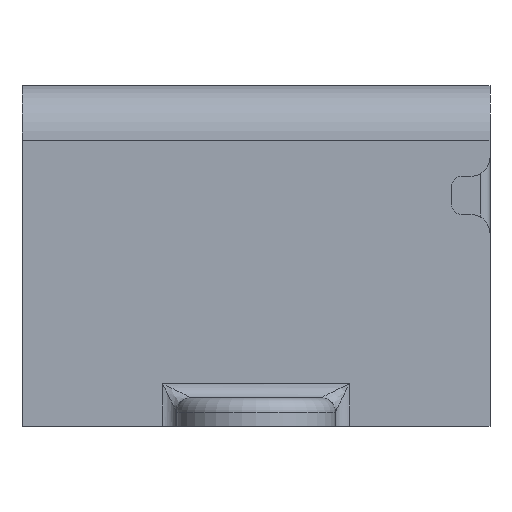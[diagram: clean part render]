
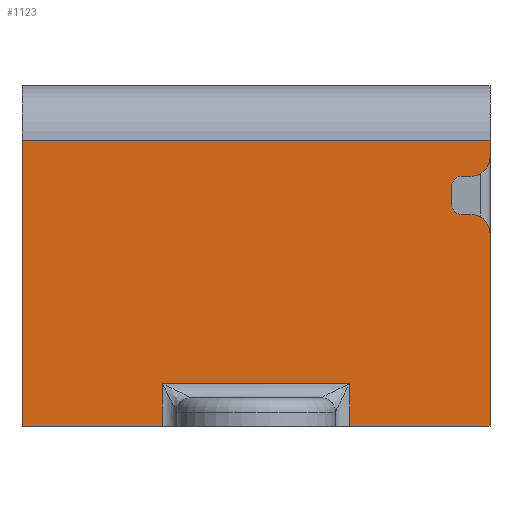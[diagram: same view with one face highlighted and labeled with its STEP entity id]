
A CAD part, left-side view. The second image highlights one B-rep face of the part: STEP entity #1123.
In plain terms, the highlighted planar face has unit normal (-1, 0, 0).
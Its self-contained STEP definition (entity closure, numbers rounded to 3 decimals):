
#27=PLANE('',#1216);
#65=LINE('',#1889,#156);
#73=LINE('',#1908,#164);
#75=LINE('',#1913,#166);
#76=LINE('',#1916,#167);
#77=LINE('',#1918,#168);
#78=LINE('',#1922,#169);
#79=LINE('',#1926,#170);
#80=LINE('',#1930,#171);
#81=LINE('',#1934,#172);
#82=LINE('',#1936,#173);
#83=LINE('',#1938,#174);
#84=LINE('',#1939,#175);
#156=VECTOR('',#1398,10.);
#164=VECTOR('',#1418,10.);
#166=VECTOR('',#1424,10.);
#167=VECTOR('',#1427,10.);
#168=VECTOR('',#1428,10.);
#169=VECTOR('',#1431,10.);
#170=VECTOR('',#1434,10.);
#171=VECTOR('',#1437,10.);
#172=VECTOR('',#1440,10.);
#173=VECTOR('',#1441,10.);
#174=VECTOR('',#1442,10.);
#175=VECTOR('',#1443,10.);
#288=FACE_OUTER_BOUND('',#359,.T.);
#359=EDGE_LOOP('',(#839,#840,#841,#842,#843,#844,#845,#846,#847,#848,#849,
#850,#851,#852,#853,#854));
#438=CIRCLE('',#1217,2.);
#439=CIRCLE('',#1218,1.);
#440=CIRCLE('',#1219,1.);
#441=CIRCLE('',#1220,2.);
#505=VERTEX_POINT('',#1821);
#512=VERTEX_POINT('',#1877);
#515=VERTEX_POINT('',#1887);
#520=VERTEX_POINT('',#1907);
#522=VERTEX_POINT('',#1915);
#523=VERTEX_POINT('',#1917);
#524=VERTEX_POINT('',#1919);
#525=VERTEX_POINT('',#1921);
#526=VERTEX_POINT('',#1923);
#527=VERTEX_POINT('',#1925);
#528=VERTEX_POINT('',#1927);
#529=VERTEX_POINT('',#1929);
#530=VERTEX_POINT('',#1931);
#531=VERTEX_POINT('',#1933);
#532=VERTEX_POINT('',#1935);
#533=VERTEX_POINT('',#1937);
#629=EDGE_CURVE('',#515,#505,#65,.T.);
#638=EDGE_CURVE('',#512,#520,#73,.T.);
#641=EDGE_CURVE('',#505,#512,#75,.T.);
#642=EDGE_CURVE('',#522,#515,#76,.F.);
#643=EDGE_CURVE('',#523,#522,#77,.F.);
#644=EDGE_CURVE('',#524,#523,#438,.F.);
#645=EDGE_CURVE('',#524,#525,#78,.F.);
#646=EDGE_CURVE('',#526,#525,#439,.F.);
#647=EDGE_CURVE('',#526,#527,#79,.F.);
#648=EDGE_CURVE('',#528,#527,#440,.F.);
#649=EDGE_CURVE('',#528,#529,#80,.F.);
#650=EDGE_CURVE('',#530,#529,#441,.F.);
#651=EDGE_CURVE('',#531,#530,#81,.F.);
#652=EDGE_CURVE('',#532,#531,#82,.T.);
#653=EDGE_CURVE('',#532,#533,#83,.T.);
#654=EDGE_CURVE('',#520,#533,#84,.F.);
#839=ORIENTED_EDGE('',*,*,#638,.F.);
#840=ORIENTED_EDGE('',*,*,#641,.F.);
#841=ORIENTED_EDGE('',*,*,#629,.F.);
#842=ORIENTED_EDGE('',*,*,#642,.F.);
#843=ORIENTED_EDGE('',*,*,#643,.F.);
#844=ORIENTED_EDGE('',*,*,#644,.F.);
#845=ORIENTED_EDGE('',*,*,#645,.T.);
#846=ORIENTED_EDGE('',*,*,#646,.F.);
#847=ORIENTED_EDGE('',*,*,#647,.T.);
#848=ORIENTED_EDGE('',*,*,#648,.F.);
#849=ORIENTED_EDGE('',*,*,#649,.T.);
#850=ORIENTED_EDGE('',*,*,#650,.F.);
#851=ORIENTED_EDGE('',*,*,#651,.F.);
#852=ORIENTED_EDGE('',*,*,#652,.F.);
#853=ORIENTED_EDGE('',*,*,#653,.T.);
#854=ORIENTED_EDGE('',*,*,#654,.F.);
#1123=ADVANCED_FACE('',(#288),#27,.T.);
#1216=AXIS2_PLACEMENT_3D('',#1914,#1425,#1426);
#1217=AXIS2_PLACEMENT_3D('',#1920,#1429,#1430);
#1218=AXIS2_PLACEMENT_3D('',#1924,#1432,#1433);
#1219=AXIS2_PLACEMENT_3D('',#1928,#1435,#1436);
#1220=AXIS2_PLACEMENT_3D('',#1932,#1438,#1439);
#1398=DIRECTION('',(0.,0.,1.));
#1418=DIRECTION('',(0.,0.,-1.));
#1424=DIRECTION('',(0.,1.,0.));
#1425=DIRECTION('center_axis',(-1.,0.,0.));
#1426=DIRECTION('ref_axis',(0.,0.,-1.));
#1427=DIRECTION('',(0.,-1.,0.));
#1428=DIRECTION('',(0.,0.,1.));
#1429=DIRECTION('center_axis',(-1.,0.,0.));
#1430=DIRECTION('ref_axis',(0.,-0.707,0.707));
#1431=DIRECTION('',(0.,-1.,0.));
#1432=DIRECTION('center_axis',(1.,0.,0.));
#1433=DIRECTION('ref_axis',(0.,0.707,-0.707));
#1434=DIRECTION('',(0.,0.,-1.));
#1435=DIRECTION('center_axis',(1.,0.,0.));
#1436=DIRECTION('ref_axis',(0.,0.707,0.707));
#1437=DIRECTION('',(0.,1.,0.));
#1438=DIRECTION('center_axis',(-1.,0.,0.));
#1439=DIRECTION('ref_axis',(0.,-0.707,-0.707));
#1440=DIRECTION('',(0.,0.,1.));
#1441=DIRECTION('',(0.,-1.,0.));
#1442=DIRECTION('',(0.,0.,-1.));
#1443=DIRECTION('',(0.,-1.,0.));
#1821=CARTESIAN_POINT('',(-15.902,-74.404,17.402));
#1877=CARTESIAN_POINT('',(-15.902,-54.8,17.402));
#1887=CARTESIAN_POINT('',(-15.902,-74.404,12.902));
#1889=CARTESIAN_POINT('',(-15.902,-74.404,27.877));
#1907=CARTESIAN_POINT('',(-15.902,-54.8,12.902));
#1908=CARTESIAN_POINT('',(-15.902,-54.8,27.877));
#1913=CARTESIAN_POINT('',(-15.902,-53.852,17.402));
#1914=CARTESIAN_POINT('Origin',(-15.902,-43.102,42.852));
#1915=CARTESIAN_POINT('',(-15.902,-89.102,12.902));
#1916=CARTESIAN_POINT('',(-15.902,-53.852,12.902));
#1917=CARTESIAN_POINT('',(-15.902,-89.102,33.102));
#1918=CARTESIAN_POINT('',(-15.902,-89.102,39.977));
#1919=CARTESIAN_POINT('',(-15.902,-87.102,35.102));
#1920=CARTESIAN_POINT('Origin',(-15.902,-87.102,33.102));
#1921=CARTESIAN_POINT('',(-15.902,-86.102,35.102));
#1922=CARTESIAN_POINT('',(-15.902,-66.102,35.102));
#1923=CARTESIAN_POINT('',(-15.902,-85.102,36.102));
#1924=CARTESIAN_POINT('Origin',(-15.902,-86.102,36.102));
#1925=CARTESIAN_POINT('',(-15.902,-85.102,38.102));
#1926=CARTESIAN_POINT('',(-15.902,-85.102,38.977));
#1927=CARTESIAN_POINT('',(-15.902,-86.102,39.102));
#1928=CARTESIAN_POINT('Origin',(-15.902,-86.102,38.102));
#1929=CARTESIAN_POINT('',(-15.902,-87.102,39.102));
#1930=CARTESIAN_POINT('',(-15.902,-64.102,39.102));
#1931=CARTESIAN_POINT('',(-15.902,-89.102,41.102));
#1932=CARTESIAN_POINT('Origin',(-15.902,-87.102,41.102));
#1933=CARTESIAN_POINT('',(-15.902,-89.102,42.852));
#1934=CARTESIAN_POINT('',(-15.902,-89.102,39.977));
#1935=CARTESIAN_POINT('',(-15.902,-40.102,42.852));
#1936=CARTESIAN_POINT('',(-15.902,-43.102,42.852));
#1937=CARTESIAN_POINT('',(-15.902,-40.102,12.902));
#1938=CARTESIAN_POINT('',(-15.902,-40.102,39.977));
#1939=CARTESIAN_POINT('',(-15.902,-53.852,12.902));
